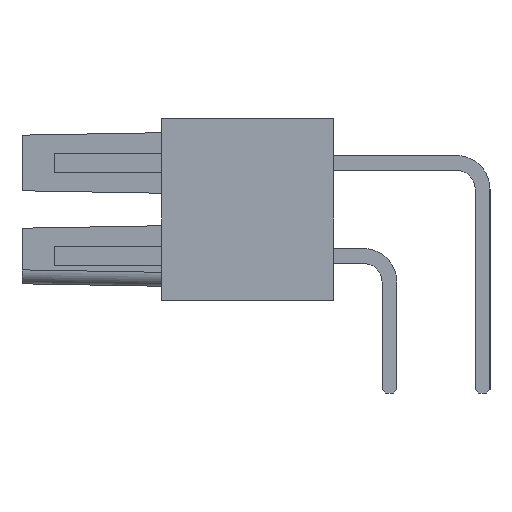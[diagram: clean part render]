
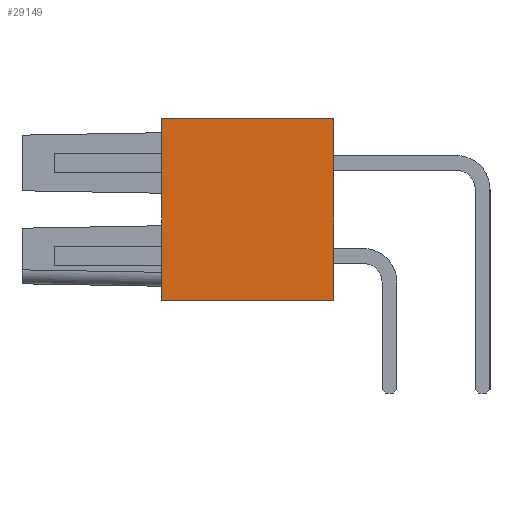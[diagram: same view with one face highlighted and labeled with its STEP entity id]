
A CAD part, left-side view. The second image highlights one B-rep face of the part: STEP entity #29149.
In plain terms, the highlighted planar face has unit normal (-1, 0, 0).
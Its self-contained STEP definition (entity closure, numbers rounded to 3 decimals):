
#1583=FACE_OUTER_BOUND($,#3309,.T.);
#3309=EDGE_LOOP($,(#23814,#23815,#23816,#23817));
#5593=LINE($,#42610,#9485);
#5656=LINE($,#42718,#9548);
#5835=LINE($,#43055,#9727);
#6001=LINE($,#43369,#9893);
#9485=VECTOR($,#33992,4.699);
#9548=VECTOR($,#34057,4.699);
#9727=VECTOR($,#34314,4.953);
#9893=VECTOR($,#34620,4.953);
#13099=VERTEX_POINT($,#42607);
#13100=VERTEX_POINT($,#42609);
#13143=VERTEX_POINT($,#42715);
#13144=VERTEX_POINT($,#42717);
#16063=EDGE_CURVE($,#13099,#13100,#5593,.T.);
#16126=EDGE_CURVE($,#13143,#13144,#5656,.T.);
#16305=EDGE_CURVE($,#13144,#13099,#5835,.T.);
#16513=EDGE_CURVE($,#13100,#13143,#6001,.T.);
#23814=ORIENTED_EDGE($,*,*,#16305,.F.);
#23815=ORIENTED_EDGE($,*,*,#16126,.F.);
#23816=ORIENTED_EDGE($,*,*,#16513,.F.);
#23817=ORIENTED_EDGE($,*,*,#16063,.F.);
#27663=PLANE($,#30878);
#29149=ADVANCED_FACE($,(#1583),#27663,.F.);
#30878=AXIS2_PLACEMENT_3D($,#44851,#36583,#36584);
#33992=DIRECTION($,(0.,-1.,0.));
#34057=DIRECTION($,(0.,1.,0.));
#34314=DIRECTION($,(0.,0.,1.));
#34620=DIRECTION($,(0.,0.,-1.));
#36583=DIRECTION('center_axis',(1.,0.,0.));
#36584=DIRECTION('ref_axis',(0.,0.,-1.));
#42607=CARTESIAN_POINT('',(-25.591,2.578,4.953));
#42609=CARTESIAN_POINT('',(-25.591,-2.121,4.953));
#42610=CARTESIAN_POINT($,(-25.591,2.578,4.953));
#42715=CARTESIAN_POINT('',(-25.591,-2.121,0.));
#42717=CARTESIAN_POINT('',(-25.591,2.578,0.));
#42718=CARTESIAN_POINT($,(-25.591,-2.121,0.));
#43055=CARTESIAN_POINT($,(-25.591,2.578,0.));
#43369=CARTESIAN_POINT($,(-25.591,-2.121,4.953));
#44851=CARTESIAN_POINT('Origin',(-25.591,2.578,4.953));
